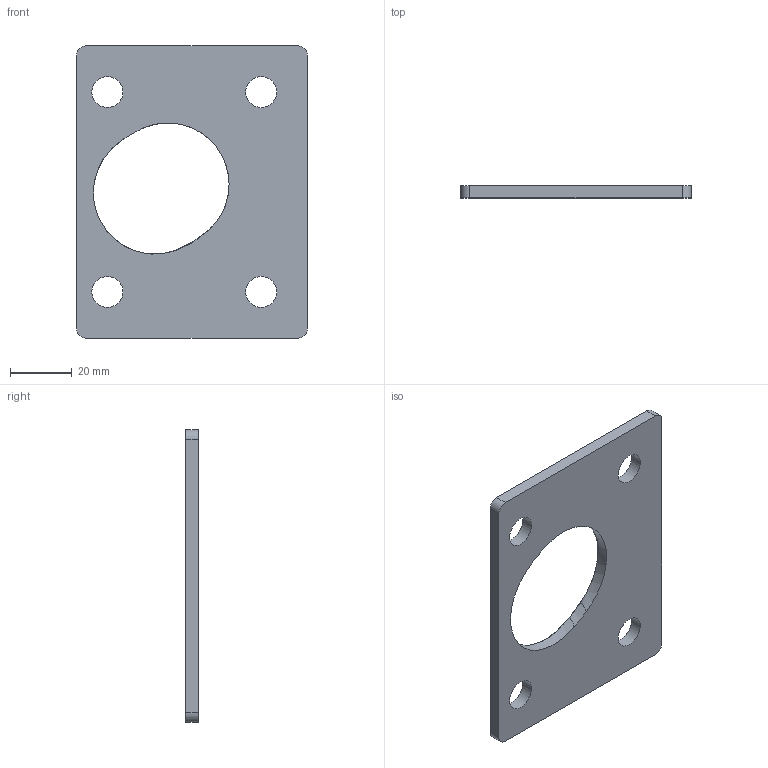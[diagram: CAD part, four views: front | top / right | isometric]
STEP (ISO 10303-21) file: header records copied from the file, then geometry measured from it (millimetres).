
FILE_DESCRIPTION(/* description */ (''),/* implementation_level */ '2;1');
FILE_NAME(/* name */ 'MANIFOLD_SOLID_BREP_6324.stp',/* time_stamp */ '2016-06-02T11:48:01+02:00',/* author */ (''),/* organization */ (''),/* preprocessor_version */ 'ST-DEVELOPER v16.5',/* originating_system */ 'Autodesk Translation Framework v5.0.0.3310',/* authorisation */ '');
FILE_SCHEMA (('AUTOMOTIVE_DESIGN { 1 0 10303 214 3 1 1 }'));
Length unit declared in the file: centimetre
Products named in the file (1): MANIFOLD_SOLID_BREP_6324
Bounding box: 75 x 4.01 x 95 mm (x, y, z)
Surface area: 13074.4 mm2 (no closed solid volume)
Topology: 0 solids, 1 shells, 19 faces, 59 edges, 40 vertices
Faces by surface type: cylinder 13, plane 6
Full cylindrical faces by diameter (mm): 10.1 x4
Entity records: 794 total; most frequent: CARTESIAN_POINT 244, DIRECTION 108, ORIENTED_EDGE 100, EDGE_CURVE 55, AXIS2_PLACEMENT_3D 46, VERTEX_POINT 40, EDGE_LOOP 33, CIRCLE 24
